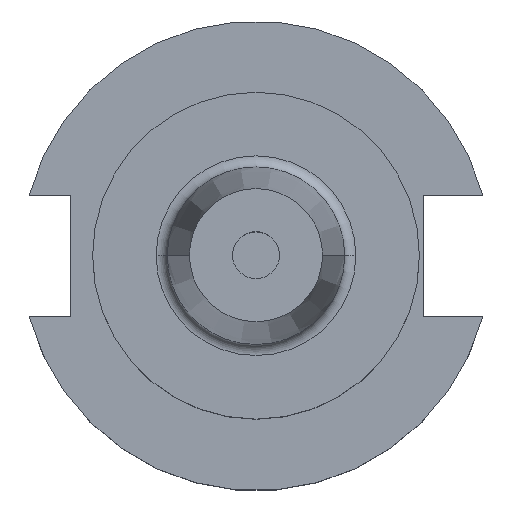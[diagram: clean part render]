
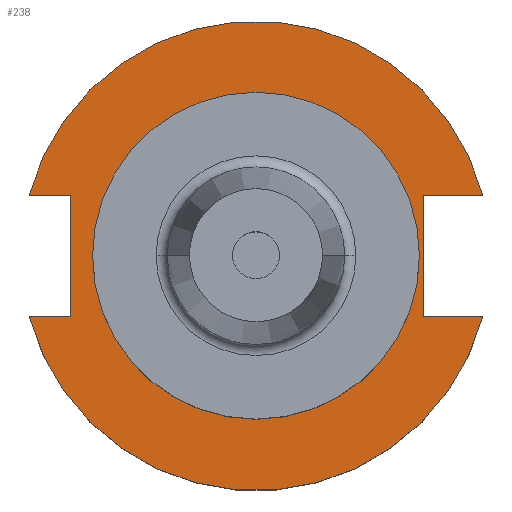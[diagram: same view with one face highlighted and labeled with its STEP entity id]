
A CAD part, top view. The second image highlights one B-rep face of the part: STEP entity #238.
In plain terms, the highlighted planar face has unit normal (0, 0, 1).
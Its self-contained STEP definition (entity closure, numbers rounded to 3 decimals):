
#2 = DIRECTION ( 'NONE',  ( 0., -1., 0. ) ) ;
#34 = CARTESIAN_POINT ( 'NONE',  ( -22.1, 0., 19.05 ) ) ;
#63 = VERTEX_POINT ( 'NONE', #898 ) ;
#70 = EDGE_LOOP ( 'NONE', ( #383, #895, #71, #1663, #1617, #655, #1386, #767 ) ) ;
#71 = ORIENTED_EDGE ( 'NONE', *, *, #515, .T. ) ;
#89 = CIRCLE ( 'NONE', #1397, 31.75 ) ;
#121 = FACE_OUTER_BOUND ( 'NONE', #70, .T. ) ;
#139 = CIRCLE ( 'NONE', #159, 22.1 ) ;
#142 = ORIENTED_EDGE ( 'NONE', *, *, #1144, .F. ) ;
#147 = DIRECTION ( 'NONE',  ( 1., 0., 0. ) ) ;
#148 = CARTESIAN_POINT ( 'NONE',  ( -61.091, 8.191, 19.05 ) ) ;
#159 = AXIS2_PLACEMENT_3D ( 'NONE', #264, #1175, #1074 ) ;
#192 = CARTESIAN_POINT ( 'NONE',  ( 22.606, 22.1, 19.05 ) ) ;
#193 = CARTESIAN_POINT ( 'NONE',  ( 0., 0., 19.05 ) ) ;
#218 = DIRECTION ( 'NONE',  ( 0., 1., 0. ) ) ;
#238 = ADVANCED_FACE ( 'NONE', ( #1463, #121 ), #1484, .F. ) ;
#264 = CARTESIAN_POINT ( 'NONE',  ( 0., 0., 19.05 ) ) ;
#265 = AXIS2_PLACEMENT_3D ( 'NONE', #193, #685, #808 ) ;
#267 = CARTESIAN_POINT ( 'NONE',  ( -61.091, -8.191, 19.05 ) ) ;
#280 = CARTESIAN_POINT ( 'NONE',  ( -25.091, 8.191, 19.05 ) ) ;
#281 = VECTOR ( 'NONE', #660, 1000. ) ;
#286 = VERTEX_POINT ( 'NONE', #826 ) ;
#289 = CARTESIAN_POINT ( 'NONE',  ( 22.1, 0., 19.05 ) ) ;
#303 = VERTEX_POINT ( 'NONE', #876 ) ;
#315 = CARTESIAN_POINT ( 'NONE',  ( 0., 22.1, 19.05 ) ) ;
#335 = CARTESIAN_POINT ( 'NONE',  ( -25.091, 8.191, 19.05 ) ) ;
#373 = EDGE_CURVE ( 'NONE', #303, #741, #647, .T. ) ;
#374 = VERTEX_POINT ( 'NONE', #1631 ) ;
#383 = ORIENTED_EDGE ( 'NONE', *, *, #1188, .T. ) ;
#420 = VECTOR ( 'NONE', #218, 1000. ) ;
#429 = CARTESIAN_POINT ( 'NONE',  ( -25.091, -8.191, 19.05 ) ) ;
#467 = ORIENTED_EDGE ( 'NONE', *, *, #851, .F. ) ;
#500 = CARTESIAN_POINT ( 'NONE',  ( 0., 8.191, 19.05 ) ) ;
#515 = EDGE_CURVE ( 'NONE', #374, #63, #1438, .T. ) ;
#571 = VECTOR ( 'NONE', #2, 1000. ) ;
#577 = DIRECTION ( 'NONE',  ( 0., 0., -1. ) ) ;
#590 = EDGE_CURVE ( 'NONE', #374, #918, #1365, .T. ) ;
#607 = DIRECTION ( 'NONE',  ( 1., 0., 0. ) ) ;
#616 = VECTOR ( 'NONE', #607, 1000. ) ;
#647 = LINE ( 'NONE', #500, #901 ) ;
#655 = ORIENTED_EDGE ( 'NONE', *, *, #373, .F. ) ;
#660 = DIRECTION ( 'NONE',  ( 1., 0., 0. ) ) ;
#667 = VECTOR ( 'NONE', #147, 1000. ) ;
#685 = DIRECTION ( 'NONE',  ( 0., 0., 1. ) ) ;
#703 = CARTESIAN_POINT ( 'NONE',  ( 0., -8.191, 19.05 ) ) ;
#741 = VERTEX_POINT ( 'NONE', #1369 ) ;
#767 = ORIENTED_EDGE ( 'NONE', *, *, #810, .T. ) ;
#808 = DIRECTION ( 'NONE',  ( 1., 0., 0. ) ) ;
#810 = EDGE_CURVE ( 'NONE', #286, #1250, #1217, .T. ) ;
#826 = CARTESIAN_POINT ( 'NONE',  ( -30.675, 8.191, 19.05 ) ) ;
#851 = EDGE_CURVE ( 'NONE', #1493, #1147, #139, .T. ) ;
#876 = CARTESIAN_POINT ( 'NONE',  ( 30.675, 8.191, 19.05 ) ) ;
#895 = ORIENTED_EDGE ( 'NONE', *, *, #590, .F. ) ;
#898 = CARTESIAN_POINT ( 'NONE',  ( 30.675, -8.191, 19.05 ) ) ;
#901 = VECTOR ( 'NONE', #1414, 1000. ) ;
#908 = VERTEX_POINT ( 'NONE', #1054 ) ;
#918 = VERTEX_POINT ( 'NONE', #429 ) ;
#990 = AXIS2_PLACEMENT_3D ( 'NONE', #315, #577, #1359 ) ;
#1011 = EDGE_CURVE ( 'NONE', #908, #63, #1622, .T. ) ;
#1054 = CARTESIAN_POINT ( 'NONE',  ( 22.606, -8.191, 19.05 ) ) ;
#1074 = DIRECTION ( 'NONE',  ( 1., 0., 0. ) ) ;
#1113 = LINE ( 'NONE', #192, #420 ) ;
#1144 = EDGE_CURVE ( 'NONE', #1147, #1493, #1384, .T. ) ;
#1147 = VERTEX_POINT ( 'NONE', #289 ) ;
#1175 = DIRECTION ( 'NONE',  ( 0., 0., 1. ) ) ;
#1188 = EDGE_CURVE ( 'NONE', #1250, #918, #1600, .T. ) ;
#1217 = LINE ( 'NONE', #148, #616 ) ;
#1218 = EDGE_LOOP ( 'NONE', ( #142, #467 ) ) ;
#1223 = DIRECTION ( 'NONE',  ( 1., 0., 0. ) ) ;
#1250 = VERTEX_POINT ( 'NONE', #280 ) ;
#1288 = DIRECTION ( 'NONE',  ( 0., 0., 1. ) ) ;
#1302 = CARTESIAN_POINT ( 'NONE',  ( 0., 0., 19.05 ) ) ;
#1314 = AXIS2_PLACEMENT_3D ( 'NONE', #1302, #1288, #1223 ) ;
#1359 = DIRECTION ( 'NONE',  ( -1., 0., 0. ) ) ;
#1365 = LINE ( 'NONE', #267, #667 ) ;
#1369 = CARTESIAN_POINT ( 'NONE',  ( 22.606, 8.191, 19.05 ) ) ;
#1384 = CIRCLE ( 'NONE', #265, 22.1 ) ;
#1386 = ORIENTED_EDGE ( 'NONE', *, *, #1481, .T. ) ;
#1397 = AXIS2_PLACEMENT_3D ( 'NONE', #1593, #1611, #1515 ) ;
#1414 = DIRECTION ( 'NONE',  ( -1., 0., 0. ) ) ;
#1438 = CIRCLE ( 'NONE', #1314, 31.75 ) ;
#1451 = EDGE_CURVE ( 'NONE', #908, #741, #1113, .T. ) ;
#1463 = FACE_BOUND ( 'NONE', #1218, .T. ) ;
#1481 = EDGE_CURVE ( 'NONE', #303, #286, #89, .T. ) ;
#1484 = PLANE ( 'NONE',  #990 ) ;
#1493 = VERTEX_POINT ( 'NONE', #34 ) ;
#1515 = DIRECTION ( 'NONE',  ( 1., 0., 0. ) ) ;
#1593 = CARTESIAN_POINT ( 'NONE',  ( 0., 0., 19.05 ) ) ;
#1600 = LINE ( 'NONE', #335, #571 ) ;
#1611 = DIRECTION ( 'NONE',  ( 0., 0., 1. ) ) ;
#1617 = ORIENTED_EDGE ( 'NONE', *, *, #1451, .T. ) ;
#1622 = LINE ( 'NONE', #703, #281 ) ;
#1631 = CARTESIAN_POINT ( 'NONE',  ( -30.675, -8.191, 19.05 ) ) ;
#1663 = ORIENTED_EDGE ( 'NONE', *, *, #1011, .F. ) ;
